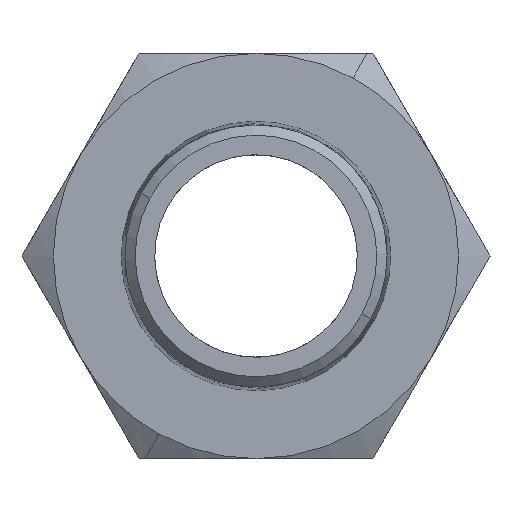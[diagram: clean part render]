
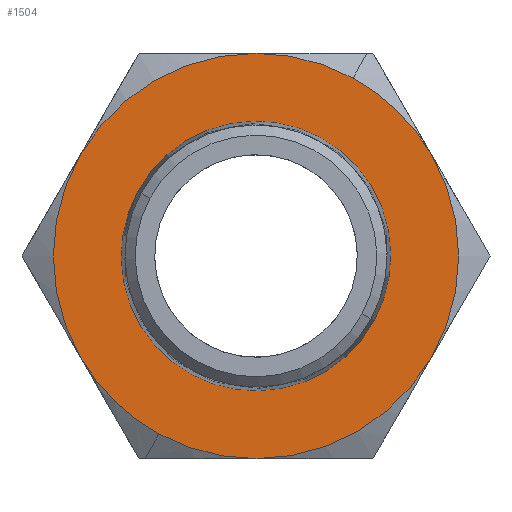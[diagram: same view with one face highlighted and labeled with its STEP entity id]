
A CAD part, front view. The second image highlights one B-rep face of the part: STEP entity #1504.
In plain terms, the highlighted planar face has unit normal (0, -1, 0).
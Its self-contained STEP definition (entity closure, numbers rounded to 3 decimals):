
#597=CARTESIAN_POINT('Vertex',(21.651,19.,-12.5)) ;
#648=CARTESIAN_POINT('Vertex',(0.,19.,-25.)) ;
#1371=CARTESIAN_POINT('Vertex',(-21.651,19.,-12.5)) ;
#1413=CARTESIAN_POINT('Vertex',(-11.986,19.,-21.94)) ;
#1416=CARTESIAN_POINT('Axis2P3D Location',(0.,19.,0.)) ;
#1428=CARTESIAN_POINT('Axis2P3D Location',(-16.625,19.,0.)) ;
#1433=CARTESIAN_POINT('Axis2P3D Location',(0.,19.,0.)) ;
#1437=CARTESIAN_POINT('Vertex',(11.986,19.,21.94)) ;
#1439=CARTESIAN_POINT('Vertex',(21.651,19.,12.5)) ;
#1442=CARTESIAN_POINT('Axis2P3D Location',(0.,19.,0.)) ;
#1446=CARTESIAN_POINT('Vertex',(0.,19.,25.)) ;
#1449=CARTESIAN_POINT('Axis2P3D Location',(0.,19.,0.)) ;
#1453=CARTESIAN_POINT('Vertex',(-21.651,19.,12.5)) ;
#1456=CARTESIAN_POINT('Axis2P3D Location',(0.,19.,0.)) ;
#1461=CARTESIAN_POINT('Axis2P3D Location',(0.,19.,0.)) ;
#1466=CARTESIAN_POINT('Axis2P3D Location',(0.,19.,0.)) ;
#1471=CARTESIAN_POINT('Axis2P3D Location',(0.,19.,0.)) ;
#1486=CARTESIAN_POINT('Axis2P3D Location',(0.,19.,0.)) ;
#1490=CARTESIAN_POINT('Vertex',(14.589,19.,-7.97)) ;
#1492=CARTESIAN_POINT('Vertex',(-14.589,19.,7.97)) ;
#1495=CARTESIAN_POINT('Axis2P3D Location',(0.,19.,0.)) ;
#1417=DIRECTION('Axis2P3D Direction',(0.,1.,0.)) ;
#1429=DIRECTION('Axis2P3D Direction',(0.,1.,0.)) ;
#1430=DIRECTION('Axis2P3D XDirection',(1.,-0.,0.)) ;
#1434=DIRECTION('Axis2P3D Direction',(0.,1.,0.)) ;
#1443=DIRECTION('Axis2P3D Direction',(0.,1.,0.)) ;
#1450=DIRECTION('Axis2P3D Direction',(0.,1.,0.)) ;
#1457=DIRECTION('Axis2P3D Direction',(0.,1.,0.)) ;
#1462=DIRECTION('Axis2P3D Direction',(0.,1.,0.)) ;
#1467=DIRECTION('Axis2P3D Direction',(0.,1.,0.)) ;
#1472=DIRECTION('Axis2P3D Direction',(0.,1.,0.)) ;
#1487=DIRECTION('Axis2P3D Direction',(0.,1.,0.)) ;
#1496=DIRECTION('Axis2P3D Direction',(0.,1.,0.)) ;
#1418=AXIS2_PLACEMENT_3D('Circle Axis2P3D',#1416,#1417,$) ;
#1431=AXIS2_PLACEMENT_3D('Plane Axis2P3D',#1428,#1429,#1430) ;
#1435=AXIS2_PLACEMENT_3D('Circle Axis2P3D',#1433,#1434,$) ;
#1444=AXIS2_PLACEMENT_3D('Circle Axis2P3D',#1442,#1443,$) ;
#1451=AXIS2_PLACEMENT_3D('Circle Axis2P3D',#1449,#1450,$) ;
#1458=AXIS2_PLACEMENT_3D('Circle Axis2P3D',#1456,#1457,$) ;
#1463=AXIS2_PLACEMENT_3D('Circle Axis2P3D',#1461,#1462,$) ;
#1468=AXIS2_PLACEMENT_3D('Circle Axis2P3D',#1466,#1467,$) ;
#1473=AXIS2_PLACEMENT_3D('Circle Axis2P3D',#1471,#1472,$) ;
#1488=AXIS2_PLACEMENT_3D('Circle Axis2P3D',#1486,#1487,$) ;
#1497=AXIS2_PLACEMENT_3D('Circle Axis2P3D',#1495,#1496,$) ;
#1477=ORIENTED_EDGE('',*,*,#1441,.F.) ;
#1478=ORIENTED_EDGE('',*,*,#1448,.F.) ;
#1479=ORIENTED_EDGE('',*,*,#1455,.F.) ;
#1480=ORIENTED_EDGE('',*,*,#1460,.F.) ;
#1481=ORIENTED_EDGE('',*,*,#1420,.F.) ;
#1482=ORIENTED_EDGE('',*,*,#1465,.F.) ;
#1483=ORIENTED_EDGE('',*,*,#1470,.F.) ;
#1484=ORIENTED_EDGE('',*,*,#1475,.F.) ;
#1501=ORIENTED_EDGE('',*,*,#1494,.T.) ;
#1502=ORIENTED_EDGE('',*,*,#1499,.T.) ;
#1503=FACE_BOUND('',#1500,.T.) ;
#1504=ADVANCED_FACE('Corps principal',(#1485,#1503),#1432,.F.) ;
#1419=CIRCLE('generated circle',#1418,25.) ;
#1436=CIRCLE('generated circle',#1435,25.) ;
#1445=CIRCLE('generated circle',#1444,25.) ;
#1452=CIRCLE('generated circle',#1451,25.) ;
#1459=CIRCLE('generated circle',#1458,25.) ;
#1464=CIRCLE('generated circle',#1463,25.) ;
#1469=CIRCLE('generated circle',#1468,25.) ;
#1474=CIRCLE('generated circle',#1473,25.) ;
#1489=CIRCLE('generated circle',#1488,16.625) ;
#1498=CIRCLE('generated circle',#1497,16.625) ;
#1420=EDGE_CURVE('',#1414,#1372,#1419,.T.) ;
#1441=EDGE_CURVE('',#1438,#1440,#1436,.T.) ;
#1448=EDGE_CURVE('',#1447,#1438,#1445,.T.) ;
#1455=EDGE_CURVE('',#1454,#1447,#1452,.T.) ;
#1460=EDGE_CURVE('',#1372,#1454,#1459,.T.) ;
#1465=EDGE_CURVE('',#649,#1414,#1464,.T.) ;
#1470=EDGE_CURVE('',#598,#649,#1469,.T.) ;
#1475=EDGE_CURVE('',#1440,#598,#1474,.T.) ;
#1494=EDGE_CURVE('',#1491,#1493,#1489,.T.) ;
#1499=EDGE_CURVE('',#1493,#1491,#1498,.T.) ;
#1476=EDGE_LOOP('',(#1477,#1478,#1479,#1480,#1481,#1482,#1483,#1484)) ;
#1500=EDGE_LOOP('',(#1501,#1502)) ;
#1485=FACE_OUTER_BOUND('',#1476,.T.) ;
#1432=PLANE('',#1431) ;
#598=VERTEX_POINT('',#597) ;
#649=VERTEX_POINT('',#648) ;
#1372=VERTEX_POINT('',#1371) ;
#1414=VERTEX_POINT('',#1413) ;
#1438=VERTEX_POINT('',#1437) ;
#1440=VERTEX_POINT('',#1439) ;
#1447=VERTEX_POINT('',#1446) ;
#1454=VERTEX_POINT('',#1453) ;
#1491=VERTEX_POINT('',#1490) ;
#1493=VERTEX_POINT('',#1492) ;
